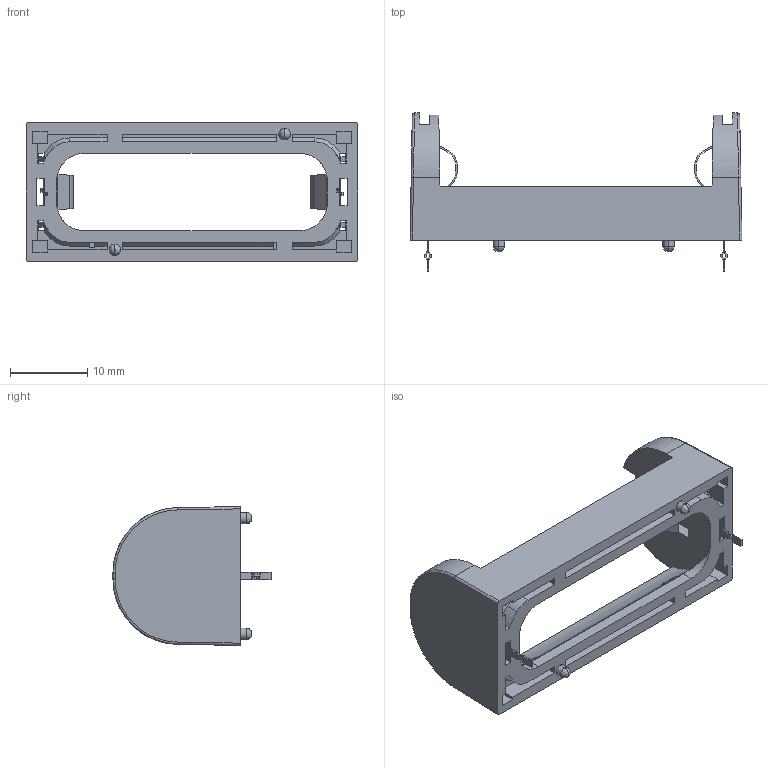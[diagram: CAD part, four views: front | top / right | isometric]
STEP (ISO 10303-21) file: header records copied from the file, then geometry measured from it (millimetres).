
FILE_DESCRIPTION((''),'2;1');
FILE_NAME('D1001414_ASM','2020-10-31T15:47:24',('davyv'),(''),'CREO PARAMETRIC BY PTC INC, 2020154','CREO PARAMETRIC BY PTC INC, 2020154','');
FILE_SCHEMA(('CONFIG_CONTROL_DESIGN'));
Length unit declared in the file: millimetre
Products named in the file (3): D1001415; D1001416; D1001414_ASM
Assembly tree (3 placements, depth 2):
  D1001414_ASM
    D1001415
    D1001416  x2
Bounding box: 43 x 20.5 x 18 mm (x, y, z)
Volume: 2271.5 mm3; surface area: 4347 mm2
Topology: 3 solids, 3 shells, 337 faces, 964 edges, 628 vertices
Faces by surface type: plane 247, cylinder 62, bspline 16, cone 8, extrusion 4
Entity records: 10716 total; most frequent: CARTESIAN_POINT 3878, ORIENTED_EDGE 1506, DIRECTION 1254, EDGE_CURVE 753, VECTOR 586, LINE 582, VERTEX_POINT 490, AXIS2_PLACEMENT_3D 334
